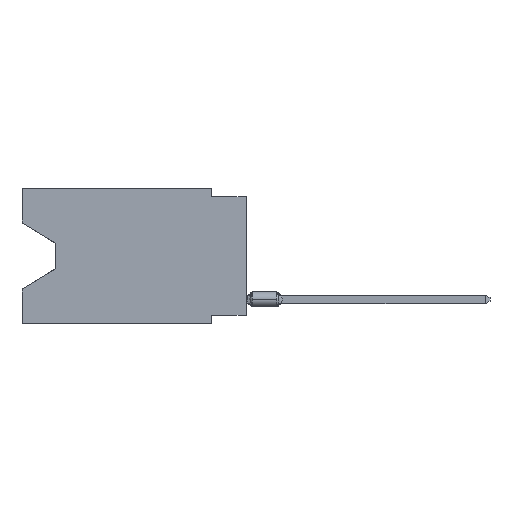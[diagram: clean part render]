
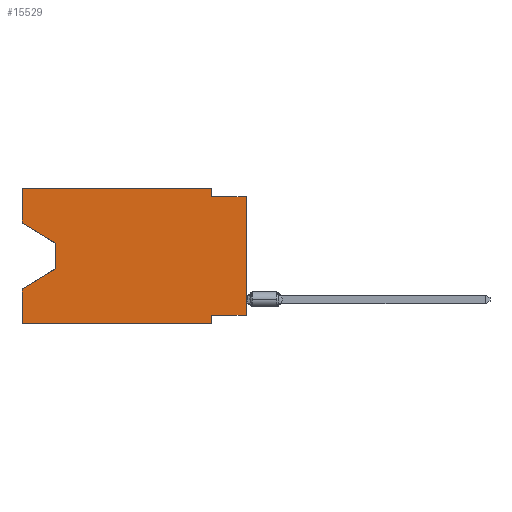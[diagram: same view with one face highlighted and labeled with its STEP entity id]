
A CAD part, left-side view. The second image highlights one B-rep face of the part: STEP entity #15529.
In plain terms, the highlighted planar face has unit normal (-1, 0, 0).
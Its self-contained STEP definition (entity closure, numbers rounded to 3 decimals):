
#76 = DIRECTION ( 'NONE',  ( 0., 0.855, -0.519 ) ) ;
#110 = CARTESIAN_POINT ( 'NONE',  ( 0., 13.97, -4.013 ) ) ;
#1485 = CARTESIAN_POINT ( 'NONE',  ( 0., 0., -9.271 ) ) ;
#2194 = ORIENTED_EDGE ( 'NONE', *, *, #11240, .T. ) ;
#2411 = VERTEX_POINT ( 'NONE', #11780 ) ;
#2964 = LINE ( 'NONE', #19390, #27967 ) ;
#2989 = LINE ( 'NONE', #13055, #11361 ) ;
#3110 = CARTESIAN_POINT ( 'NONE',  ( 0., 16.383, 0. ) ) ;
#3350 = LINE ( 'NONE', #10493, #10665 ) ;
#3608 = EDGE_CURVE ( 'NONE', #10093, #2411, #23292, .T. ) ;
#4848 = CARTESIAN_POINT ( 'NONE',  ( 0., 16.383, -9.906 ) ) ;
#4901 = ORIENTED_EDGE ( 'NONE', *, *, #25835, .F. ) ;
#5012 = VECTOR ( 'NONE', #27208, 1000. ) ;
#5371 = CARTESIAN_POINT ( 'NONE',  ( 0., 2.54, -9.271 ) ) ;
#5751 = CARTESIAN_POINT ( 'NONE',  ( 0., 2.54, -0.635 ) ) ;
#6082 = CARTESIAN_POINT ( 'NONE',  ( 0., 13.97, -4.013 ) ) ;
#6378 = DIRECTION ( 'NONE',  ( 0., 0., -1. ) ) ;
#6406 = VERTEX_POINT ( 'NONE', #23426 ) ;
#6479 = LINE ( 'NONE', #11279, #13722 ) ;
#6645 = EDGE_CURVE ( 'NONE', #7673, #24349, #3350, .T. ) ;
#7041 = EDGE_CURVE ( 'NONE', #22322, #6406, #2964, .T. ) ;
#7249 = VECTOR ( 'NONE', #13826, 1000. ) ;
#7467 = VECTOR ( 'NONE', #17955, 1000. ) ;
#7673 = VERTEX_POINT ( 'NONE', #21011 ) ;
#7845 = CARTESIAN_POINT ( 'NONE',  ( 0., 2.54, 0. ) ) ;
#7964 = VECTOR ( 'NONE', #27435, 1000. ) ;
#8006 = ORIENTED_EDGE ( 'NONE', *, *, #6645, .T. ) ;
#8226 = PLANE ( 'NONE',  #30107 ) ;
#8258 = DIRECTION ( 'NONE',  ( 0., 0., -1. ) ) ;
#8369 = EDGE_CURVE ( 'NONE', #10655, #29149, #2989, .T. ) ;
#8748 = LINE ( 'NONE', #20507, #13310 ) ;
#9102 = EDGE_LOOP ( 'NONE', ( #8006, #30550, #12737, #4901, #2194, #10583, #20203, #15787, #21882, #24167, #28083, #16917 ) ) ;
#10093 = VERTEX_POINT ( 'NONE', #18493 ) ;
#10334 = LINE ( 'NONE', #29217, #18489 ) ;
#10493 = CARTESIAN_POINT ( 'NONE',  ( 0., 16.383, -2.546 ) ) ;
#10583 = ORIENTED_EDGE ( 'NONE', *, *, #8369, .F. ) ;
#10655 = VERTEX_POINT ( 'NONE', #5371 ) ;
#10665 = VECTOR ( 'NONE', #12647, 1000. ) ;
#11240 = EDGE_CURVE ( 'NONE', #14080, #29149, #28214, .T. ) ;
#11279 = CARTESIAN_POINT ( 'NONE',  ( 0., 2.54, 0. ) ) ;
#11361 = VECTOR ( 'NONE', #8258, 1000. ) ;
#11780 = CARTESIAN_POINT ( 'NONE',  ( 0., 16.383, -7.36 ) ) ;
#11974 = EDGE_CURVE ( 'NONE', #24539, #22322, #6479, .T. ) ;
#12370 = CARTESIAN_POINT ( 'NONE',  ( 0., 16.383, -9.906 ) ) ;
#12647 = DIRECTION ( 'NONE',  ( 0., -0.855, -0.519 ) ) ;
#12737 = ORIENTED_EDGE ( 'NONE', *, *, #3608, .T. ) ;
#13055 = CARTESIAN_POINT ( 'NONE',  ( 0., 2.54, -9.906 ) ) ;
#13208 = LINE ( 'NONE', #17863, #7964 ) ;
#13310 = VECTOR ( 'NONE', #22828, 1000. ) ;
#13722 = VECTOR ( 'NONE', #18400, 1000. ) ;
#13826 = DIRECTION ( 'NONE',  ( 0., -1., 0. ) ) ;
#14080 = VERTEX_POINT ( 'NONE', #12370 ) ;
#14885 = VECTOR ( 'NONE', #6378, 1000. ) ;
#15345 = DIRECTION ( 'NONE',  ( 0., 0., -1. ) ) ;
#15479 = LINE ( 'NONE', #24918, #7467 ) ;
#15529 = ADVANCED_FACE ( 'NONE', ( #27106 ), #8226, .F. ) ;
#15787 = ORIENTED_EDGE ( 'NONE', *, *, #17178, .T. ) ;
#16260 = CARTESIAN_POINT ( 'NONE',  ( 0., 16.383, 0. ) ) ;
#16917 = ORIENTED_EDGE ( 'NONE', *, *, #18429, .F. ) ;
#17148 = EDGE_CURVE ( 'NONE', #24349, #10093, #29771, .T. ) ;
#17178 = EDGE_CURVE ( 'NONE', #21424, #6406, #13208, .T. ) ;
#17863 = CARTESIAN_POINT ( 'NONE',  ( 0., 0., 0. ) ) ;
#17955 = DIRECTION ( 'NONE',  ( 0., -1., 0. ) ) ;
#18400 = DIRECTION ( 'NONE',  ( 0., 0., -1. ) ) ;
#18429 = EDGE_CURVE ( 'NONE', #7673, #26893, #8748, .T. ) ;
#18489 = VECTOR ( 'NONE', #28898, 1000. ) ;
#18493 = CARTESIAN_POINT ( 'NONE',  ( 0., 13.97, -5.893 ) ) ;
#19390 = CARTESIAN_POINT ( 'NONE',  ( 0., 0., -0.635 ) ) ;
#19994 = DIRECTION ( 'NONE',  ( 1., 0., 0. ) ) ;
#20203 = ORIENTED_EDGE ( 'NONE', *, *, #20620, .F. ) ;
#20250 = EDGE_CURVE ( 'NONE', #26893, #24539, #15479, .T. ) ;
#20507 = CARTESIAN_POINT ( 'NONE',  ( 0., 16.383, 0. ) ) ;
#20620 = EDGE_CURVE ( 'NONE', #21424, #10655, #24887, .T. ) ;
#21011 = CARTESIAN_POINT ( 'NONE',  ( 0., 16.383, -2.546 ) ) ;
#21424 = VERTEX_POINT ( 'NONE', #29717 ) ;
#21882 = ORIENTED_EDGE ( 'NONE', *, *, #7041, .F. ) ;
#22322 = VERTEX_POINT ( 'NONE', #5751 ) ;
#22828 = DIRECTION ( 'NONE',  ( 0., 0., 1. ) ) ;
#23292 = LINE ( 'NONE', #26235, #29000 ) ;
#23426 = CARTESIAN_POINT ( 'NONE',  ( 0., 0., -0.635 ) ) ;
#24167 = ORIENTED_EDGE ( 'NONE', *, *, #11974, .F. ) ;
#24349 = VERTEX_POINT ( 'NONE', #110 ) ;
#24539 = VERTEX_POINT ( 'NONE', #7845 ) ;
#24887 = LINE ( 'NONE', #1485, #5012 ) ;
#24918 = CARTESIAN_POINT ( 'NONE',  ( 0., 16.383, 0. ) ) ;
#25097 = CARTESIAN_POINT ( 'NONE',  ( 0., 2.54, -9.906 ) ) ;
#25835 = EDGE_CURVE ( 'NONE', #14080, #2411, #10334, .T. ) ;
#26235 = CARTESIAN_POINT ( 'NONE',  ( 0., 13.97, -5.893 ) ) ;
#26893 = VERTEX_POINT ( 'NONE', #16260 ) ;
#27106 = FACE_OUTER_BOUND ( 'NONE', #9102, .T. ) ;
#27208 = DIRECTION ( 'NONE',  ( 0., 1., 0. ) ) ;
#27435 = DIRECTION ( 'NONE',  ( 0., 0., 1. ) ) ;
#27967 = VECTOR ( 'NONE', #28825, 1000. ) ;
#28083 = ORIENTED_EDGE ( 'NONE', *, *, #20250, .F. ) ;
#28214 = LINE ( 'NONE', #4848, #7249 ) ;
#28825 = DIRECTION ( 'NONE',  ( 0., -1., 0. ) ) ;
#28898 = DIRECTION ( 'NONE',  ( 0., 0., 1. ) ) ;
#29000 = VECTOR ( 'NONE', #76, 1000. ) ;
#29149 = VERTEX_POINT ( 'NONE', #25097 ) ;
#29217 = CARTESIAN_POINT ( 'NONE',  ( 0., 16.383, 0. ) ) ;
#29717 = CARTESIAN_POINT ( 'NONE',  ( 0., 0., -9.271 ) ) ;
#29771 = LINE ( 'NONE', #6082, #14885 ) ;
#30107 = AXIS2_PLACEMENT_3D ( 'NONE', #3110, #19994, #15345 ) ;
#30550 = ORIENTED_EDGE ( 'NONE', *, *, #17148, .T. ) ;
